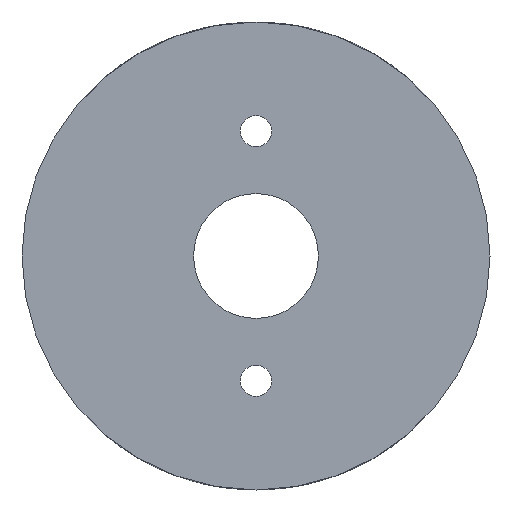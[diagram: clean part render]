
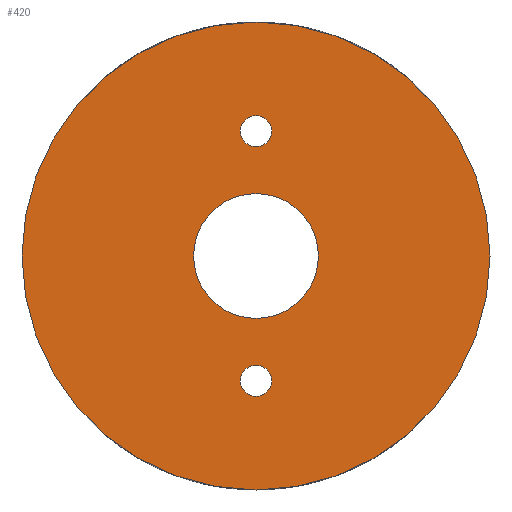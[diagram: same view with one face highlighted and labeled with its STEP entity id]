
A CAD part, front view. The second image highlights one B-rep face of the part: STEP entity #420.
In plain terms, the highlighted planar face has unit normal (0, -1, 0).
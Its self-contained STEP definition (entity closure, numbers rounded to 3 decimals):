
#22=FACE_BOUND('',#115,.T.);
#23=FACE_BOUND('',#116,.T.);
#24=FACE_BOUND('',#117,.T.);
#44=CIRCLE('',#478,1.);
#45=CIRCLE('',#480,1.);
#47=CIRCLE('',#483,4.);
#48=CIRCLE('',#485,15.);
#49=CIRCLE('',#486,15.);
#61=PLANE('',#488);
#84=FACE_OUTER_BOUND('',#114,.T.);
#114=EDGE_LOOP('',(#382,#383));
#115=EDGE_LOOP('',(#384));
#116=EDGE_LOOP('',(#385));
#117=EDGE_LOOP('',(#386));
#207=VERTEX_POINT('',#894);
#208=VERTEX_POINT('',#898);
#210=VERTEX_POINT('',#904);
#211=VERTEX_POINT('',#908);
#212=VERTEX_POINT('',#910);
#262=EDGE_CURVE('',#207,#207,#44,.T.);
#264=EDGE_CURVE('',#208,#208,#45,.T.);
#267=EDGE_CURVE('',#210,#210,#47,.T.);
#269=EDGE_CURVE('',#211,#212,#48,.T.);
#270=EDGE_CURVE('',#212,#211,#49,.T.);
#382=ORIENTED_EDGE('',*,*,#270,.F.);
#383=ORIENTED_EDGE('',*,*,#269,.F.);
#384=ORIENTED_EDGE('',*,*,#267,.F.);
#385=ORIENTED_EDGE('',*,*,#264,.F.);
#386=ORIENTED_EDGE('',*,*,#262,.F.);
#420=ADVANCED_FACE('',(#84,#22,#23,#24),#61,.F.);
#478=AXIS2_PLACEMENT_3D('',#896,#587,#588);
#480=AXIS2_PLACEMENT_3D('',#900,#592,#593);
#483=AXIS2_PLACEMENT_3D('',#906,#599,#600);
#485=AXIS2_PLACEMENT_3D('',#911,#604,#605);
#486=AXIS2_PLACEMENT_3D('',#912,#606,#607);
#488=AXIS2_PLACEMENT_3D('',#914,#610,#611);
#587=DIRECTION('center_axis',(0.,-1.,0.));
#588=DIRECTION('ref_axis',(1.,0.,0.));
#592=DIRECTION('center_axis',(0.,-1.,0.));
#593=DIRECTION('ref_axis',(1.,0.,0.));
#599=DIRECTION('center_axis',(0.,-1.,0.));
#600=DIRECTION('ref_axis',(1.,0.,0.));
#604=DIRECTION('center_axis',(0.,1.,0.));
#605=DIRECTION('ref_axis',(-1.,0.,0.));
#606=DIRECTION('center_axis',(0.,1.,0.));
#607=DIRECTION('ref_axis',(-1.,0.,0.));
#610=DIRECTION('center_axis',(0.,1.,0.));
#611=DIRECTION('ref_axis',(0.,0.,1.));
#894=CARTESIAN_POINT('',(-1.,0.,-8.));
#896=CARTESIAN_POINT('Origin',(0.,0.,-8.));
#898=CARTESIAN_POINT('',(-1.,0.,8.));
#900=CARTESIAN_POINT('Origin',(0.,0.,8.));
#904=CARTESIAN_POINT('',(-4.,0.,0.));
#906=CARTESIAN_POINT('Origin',(0.,0.,0.));
#908=CARTESIAN_POINT('',(15.,0.,0.));
#910=CARTESIAN_POINT('',(-15.,0.,0.));
#911=CARTESIAN_POINT('Origin',(0.,0.,0.));
#912=CARTESIAN_POINT('Origin',(0.,0.,0.));
#914=CARTESIAN_POINT('Origin',(0.,0.,0.));
